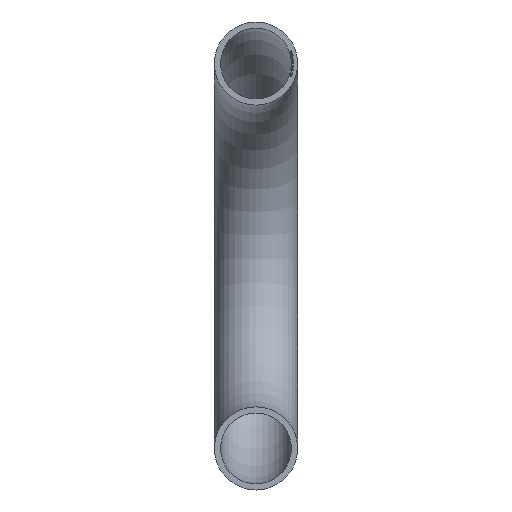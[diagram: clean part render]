
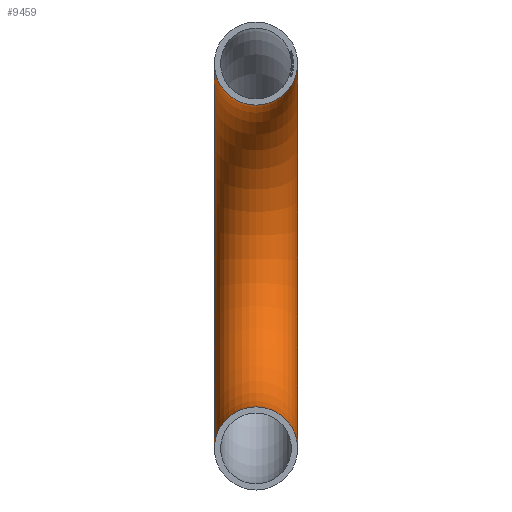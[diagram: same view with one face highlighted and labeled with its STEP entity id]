
A CAD part, front view. The second image highlights one B-rep face of the part: STEP entity #9459.
In plain terms, the highlighted toroidal (fillet/blend) face has major radius 78 mm and minor radius 16.85 mm.
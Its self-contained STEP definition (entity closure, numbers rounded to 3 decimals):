
#165 = FACE_OUTER_BOUND ( 'NONE', #3307, .T. ) ;
#508 = AXIS2_PLACEMENT_3D ( 'NONE', #5703, #11536, #9487 ) ;
#931 = FACE_OUTER_BOUND ( 'NONE', #8133, .T. ) ;
#1755 = CARTESIAN_POINT ( 'NONE',  ( 0., 177.478, -172.85 ) ) ;
#1910 = CIRCLE ( 'NONE', #508, 16.85 ) ;
#3115 = CIRCLE ( 'NONE', #10760, 16.85 ) ;
#3147 = EDGE_CURVE ( 'NONE', #9816, #9816, #3115, .T. ) ;
#3307 = EDGE_LOOP ( 'NONE', ( #6743 ) ) ;
#3846 = EDGE_CURVE ( 'NONE', #10578, #10578, #1910, .T. ) ;
#5328 = DIRECTION ( 'NONE',  ( -1., 0., 0. ) ) ;
#5703 = CARTESIAN_POINT ( 'NONE',  ( 0., 177.478, 0. ) ) ;
#5879 = DIRECTION ( 'NONE',  ( 0., -1., 0. ) ) ;
#5986 = AXIS2_PLACEMENT_3D ( 'NONE', #12006, #5328, #9158 ) ;
#6743 = ORIENTED_EDGE ( 'NONE', *, *, #3846, .T. ) ;
#7839 = CARTESIAN_POINT ( 'NONE',  ( 0., 177.478, -156. ) ) ;
#8133 = EDGE_LOOP ( 'NONE', ( #12530 ) ) ;
#8723 = DIRECTION ( 'NONE',  ( 0., 0., -1. ) ) ;
#9158 = DIRECTION ( 'NONE',  ( 0., 0., 1. ) ) ;
#9459 = ADVANCED_FACE ( 'NONE', ( #165, #931 ), #11083, .T. ) ;
#9487 = DIRECTION ( 'NONE',  ( 0., 0., 1. ) ) ;
#9816 = VERTEX_POINT ( 'NONE', #1755 ) ;
#10483 = CARTESIAN_POINT ( 'NONE',  ( 0., 177.478, 16.85 ) ) ;
#10578 = VERTEX_POINT ( 'NONE', #10483 ) ;
#10760 = AXIS2_PLACEMENT_3D ( 'NONE', #7839, #5879, #8723 ) ;
#11083 = TOROIDAL_SURFACE ( 'NONE', #5986, 78., 16.85 ) ;
#11536 = DIRECTION ( 'NONE',  ( 0., 1., 0. ) ) ;
#12006 = CARTESIAN_POINT ( 'NONE',  ( 0., 177.478, -78. ) ) ;
#12530 = ORIENTED_EDGE ( 'NONE', *, *, #3147, .F. ) ;
